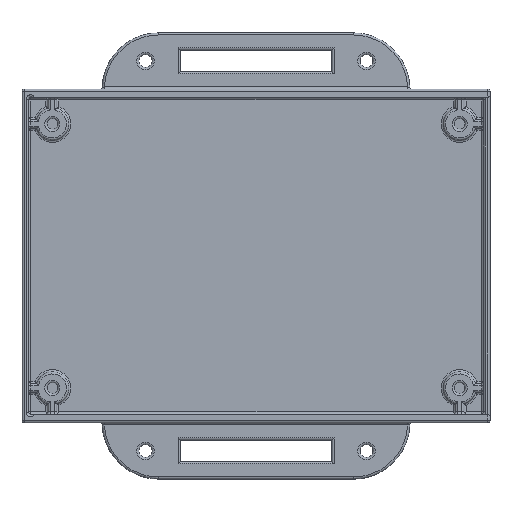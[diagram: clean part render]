
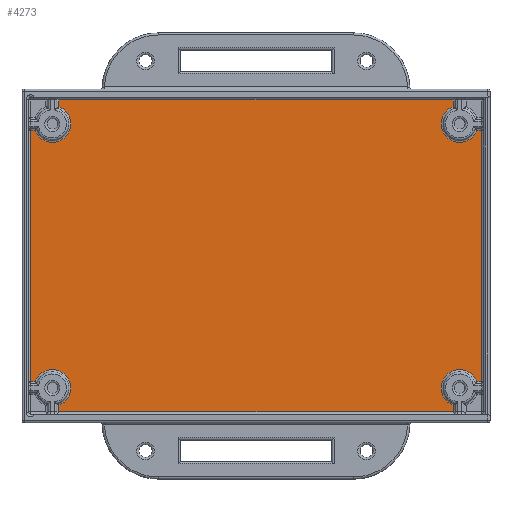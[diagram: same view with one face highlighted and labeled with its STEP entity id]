
A CAD part, top view. The second image highlights one B-rep face of the part: STEP entity #4273.
In plain terms, the highlighted planar face has unit normal (0, 0, 1).
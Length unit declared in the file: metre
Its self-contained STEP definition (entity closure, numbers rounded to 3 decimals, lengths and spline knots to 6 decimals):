
#377=LINE('',#6665,#683);
#378=LINE('',#6670,#684);
#379=LINE('',#6672,#685);
#380=LINE('',#6674,#686);
#381=LINE('',#6678,#687);
#382=LINE('',#6680,#688);
#383=LINE('',#6682,#689);
#384=LINE('',#6686,#690);
#385=LINE('',#6688,#691);
#386=LINE('',#6690,#692);
#387=LINE('',#6694,#693);
#388=LINE('',#6696,#694);
#683=VECTOR('',#5194,1.);
#684=VECTOR('',#5197,1.);
#685=VECTOR('',#5198,1.);
#686=VECTOR('',#5199,1.);
#687=VECTOR('',#5202,1.);
#688=VECTOR('',#5203,1.);
#689=VECTOR('',#5204,1.);
#690=VECTOR('',#5207,1.);
#691=VECTOR('',#5208,1.);
#692=VECTOR('',#5209,1.);
#693=VECTOR('',#5212,1.);
#694=VECTOR('',#5213,1.);
#996=ORIENTED_EDGE('',*,*,#2292,.T.);
#997=ORIENTED_EDGE('',*,*,#2293,.T.);
#998=ORIENTED_EDGE('',*,*,#2294,.T.);
#999=ORIENTED_EDGE('',*,*,#2295,.T.);
#1000=ORIENTED_EDGE('',*,*,#2296,.T.);
#1001=ORIENTED_EDGE('',*,*,#2297,.T.);
#1002=ORIENTED_EDGE('',*,*,#2298,.T.);
#1003=ORIENTED_EDGE('',*,*,#2299,.T.);
#1004=ORIENTED_EDGE('',*,*,#2300,.T.);
#1005=ORIENTED_EDGE('',*,*,#2301,.T.);
#1006=ORIENTED_EDGE('',*,*,#2302,.T.);
#1007=ORIENTED_EDGE('',*,*,#2303,.T.);
#1008=ORIENTED_EDGE('',*,*,#2304,.T.);
#1009=ORIENTED_EDGE('',*,*,#2305,.T.);
#1010=ORIENTED_EDGE('',*,*,#2306,.T.);
#1011=ORIENTED_EDGE('',*,*,#2307,.T.);
#2292=EDGE_CURVE('',#2937,#2938,#377,.T.);
#2293=EDGE_CURVE('',#2938,#2939,#3295,.F.);
#2294=EDGE_CURVE('',#2939,#2940,#378,.F.);
#2295=EDGE_CURVE('',#2940,#2941,#379,.F.);
#2296=EDGE_CURVE('',#2941,#2942,#380,.T.);
#2297=EDGE_CURVE('',#2942,#2943,#3296,.F.);
#2298=EDGE_CURVE('',#2943,#2944,#381,.F.);
#2299=EDGE_CURVE('',#2944,#2945,#382,.T.);
#2300=EDGE_CURVE('',#2945,#2946,#383,.T.);
#2301=EDGE_CURVE('',#2946,#2947,#3297,.F.);
#2302=EDGE_CURVE('',#2947,#2948,#384,.F.);
#2303=EDGE_CURVE('',#2948,#2949,#385,.T.);
#2304=EDGE_CURVE('',#2949,#2950,#386,.T.);
#2305=EDGE_CURVE('',#2950,#2951,#3298,.F.);
#2306=EDGE_CURVE('',#2951,#2952,#387,.F.);
#2307=EDGE_CURVE('',#2952,#2937,#388,.F.);
#2937=VERTEX_POINT('',#6666);
#2938=VERTEX_POINT('',#6667);
#2939=VERTEX_POINT('',#6669);
#2940=VERTEX_POINT('',#6671);
#2941=VERTEX_POINT('',#6673);
#2942=VERTEX_POINT('',#6675);
#2943=VERTEX_POINT('',#6677);
#2944=VERTEX_POINT('',#6679);
#2945=VERTEX_POINT('',#6681);
#2946=VERTEX_POINT('',#6683);
#2947=VERTEX_POINT('',#6685);
#2948=VERTEX_POINT('',#6687);
#2949=VERTEX_POINT('',#6689);
#2950=VERTEX_POINT('',#6691);
#2951=VERTEX_POINT('',#6693);
#2952=VERTEX_POINT('',#6695);
#3295=CIRCLE('',#4592,0.00425);
#3296=CIRCLE('',#4593,0.00425);
#3297=CIRCLE('',#4594,0.00425);
#3298=CIRCLE('',#4595,0.00425);
#3533=EDGE_LOOP('',(#996,#997,#998,#999,#1000,#1001,#1002,#1003,#1004,#1005,
#1006,#1007,#1008,#1009,#1010,#1011));
#3871=FACE_BOUND('',#3533,.T.);
#4209=PLANE('',#4591);
#4273=ADVANCED_FACE('',(#3871),#4209,.T.);
#4591=AXIS2_PLACEMENT_3D('',#6664,#5192,#5193);
#4592=AXIS2_PLACEMENT_3D('',#6668,#5195,#5196);
#4593=AXIS2_PLACEMENT_3D('',#6676,#5200,#5201);
#4594=AXIS2_PLACEMENT_3D('',#6684,#5205,#5206);
#4595=AXIS2_PLACEMENT_3D('',#6692,#5210,#5211);
#5192=DIRECTION('',(0.,0.,1.));
#5193=DIRECTION('',(1.,0.,0.));
#5194=DIRECTION('',(1.,0.,0.));
#5195=DIRECTION('',(0.,0.,1.));
#5196=DIRECTION('',(1.,0.,0.));
#5197=DIRECTION('',(0.,1.,0.));
#5198=DIRECTION('',(-1.,0.,0.));
#5199=DIRECTION('',(0.,1.,0.));
#5200=DIRECTION('',(0.,0.,1.));
#5201=DIRECTION('',(1.,0.,0.));
#5202=DIRECTION('',(-1.,0.,0.));
#5203=DIRECTION('',(0.,1.,0.));
#5204=DIRECTION('',(-1.,0.,0.));
#5205=DIRECTION('',(0.,0.,1.));
#5206=DIRECTION('',(1.,0.,0.));
#5207=DIRECTION('',(0.,-1.,0.));
#5208=DIRECTION('',(-1.,0.,0.));
#5209=DIRECTION('',(0.,-1.,0.));
#5210=DIRECTION('',(0.,0.,1.));
#5211=DIRECTION('',(1.,0.,0.));
#5212=DIRECTION('',(1.,0.,0.));
#5213=DIRECTION('',(0.,1.,0.));
#6664=CARTESIAN_POINT('',(0.,0.,0.0015));
#6665=CARTESIAN_POINT('',(-0.050604,-0.02898,0.0015));
#6666=CARTESIAN_POINT('',(-0.052,-0.02898,0.0015));
#6667=CARTESIAN_POINT('',(-0.050966,-0.02898,0.0015));
#6668=CARTESIAN_POINT('',(-0.04699,-0.03048,0.0015));
#6669=CARTESIAN_POINT('',(-0.04549,-0.034456,0.0015));
#6670=CARTESIAN_POINT('',(-0.04549,0.,0.0015));
#6671=CARTESIAN_POINT('',(-0.04549,-0.036,0.0015));
#6672=CARTESIAN_POINT('',(0.04599,-0.036,0.0015));
#6673=CARTESIAN_POINT('',(0.04549,-0.036,0.0015));
#6674=CARTESIAN_POINT('',(0.04549,-0.034094,0.0015));
#6675=CARTESIAN_POINT('',(0.04549,-0.034456,0.0015));
#6676=CARTESIAN_POINT('',(0.04699,-0.03048,0.0015));
#6677=CARTESIAN_POINT('',(0.050966,-0.02898,0.0015));
#6678=CARTESIAN_POINT('',(0.,-0.02898,0.0015));
#6679=CARTESIAN_POINT('',(0.052,-0.02898,0.0015));
#6680=CARTESIAN_POINT('',(0.052,0.,0.0015));
#6681=CARTESIAN_POINT('',(0.052,0.02898,0.0015));
#6682=CARTESIAN_POINT('',(0.050604,0.02898,0.0015));
#6683=CARTESIAN_POINT('',(0.050966,0.02898,0.0015));
#6684=CARTESIAN_POINT('',(0.04699,0.03048,0.0015));
#6685=CARTESIAN_POINT('',(0.04549,0.034456,0.0015));
#6686=CARTESIAN_POINT('',(0.04549,0.,0.0015));
#6687=CARTESIAN_POINT('',(0.04549,0.036,0.0015));
#6688=CARTESIAN_POINT('',(0.,0.036,0.0015));
#6689=CARTESIAN_POINT('',(-0.04549,0.036,0.0015));
#6690=CARTESIAN_POINT('',(-0.04549,0.034094,0.0015));
#6691=CARTESIAN_POINT('',(-0.04549,0.034456,0.0015));
#6692=CARTESIAN_POINT('',(-0.04699,0.03048,0.0015));
#6693=CARTESIAN_POINT('',(-0.050966,0.02898,0.0015));
#6694=CARTESIAN_POINT('',(0.,0.02898,0.0015));
#6695=CARTESIAN_POINT('',(-0.052,0.02898,0.0015));
#6696=CARTESIAN_POINT('',(-0.052,-0.02948,0.0015));
